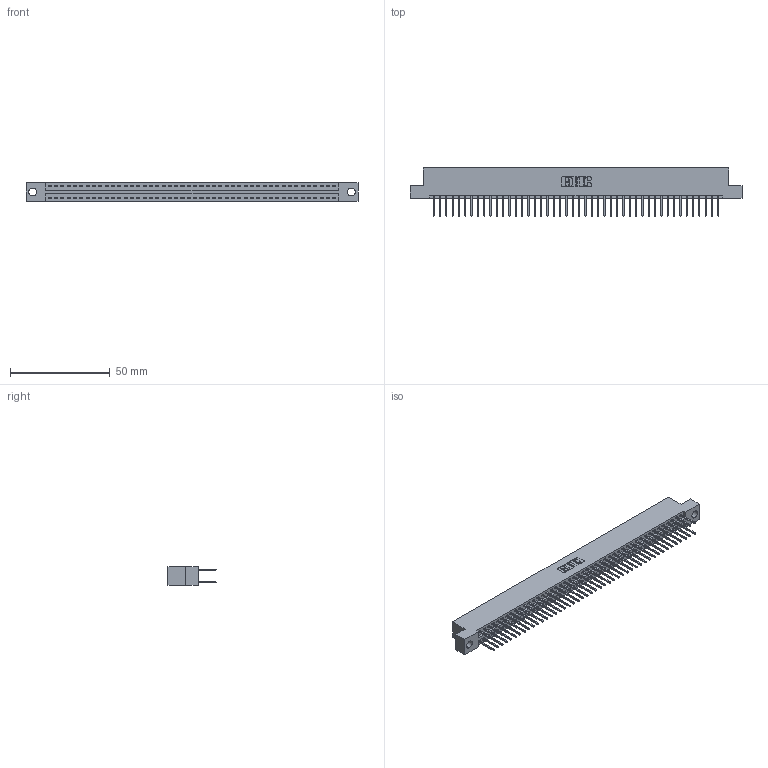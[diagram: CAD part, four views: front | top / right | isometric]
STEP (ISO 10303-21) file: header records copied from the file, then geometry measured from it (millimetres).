
FILE_DESCRIPTION (( 'STEP AP203' ), '1' );
FILE_NAME ('346-092-526-204.STEP', '2022-05-26T06:51:40', ( '' ), ( '' ), 'SwSTEP 2.0', 'SolidWorks 2020', '' );
FILE_SCHEMA (( 'CONFIG_CONTROL_DESIGN' ));
Length unit declared in the file: inch
Products named in the file (3): 345-292-001_345-293-126; 346-092-526-204; 346 Part_Flush Mounting Lugs - 0.156 Dia-TH
Assembly tree (93 placements, depth 2):
  346-092-526-204
    346 Part_Flush Mounting Lugs - 0.156 Dia-TH
    345-292-001_345-293-126  x92
Bounding box: 166.62 x 24.13 x 9.4 mm (x, y, z)
Volume: 16323.9 mm3; surface area: 23024.3 mm2
Topology: 93 solids, 93 shells, 4920 faces, 14625 edges, 9626 vertices
Faces by surface type: plane 3310, cylinder 1610
Entity records: 29919 total; most frequent: CARTESIAN_POINT 4930, ORIENTED_EDGE 4862, DIRECTION 4395, EDGE_CURVE 2431, VECTOR 2115, LINE 2115, VERTEX_POINT 1618, AXIS2_PLACEMENT_3D 1140
